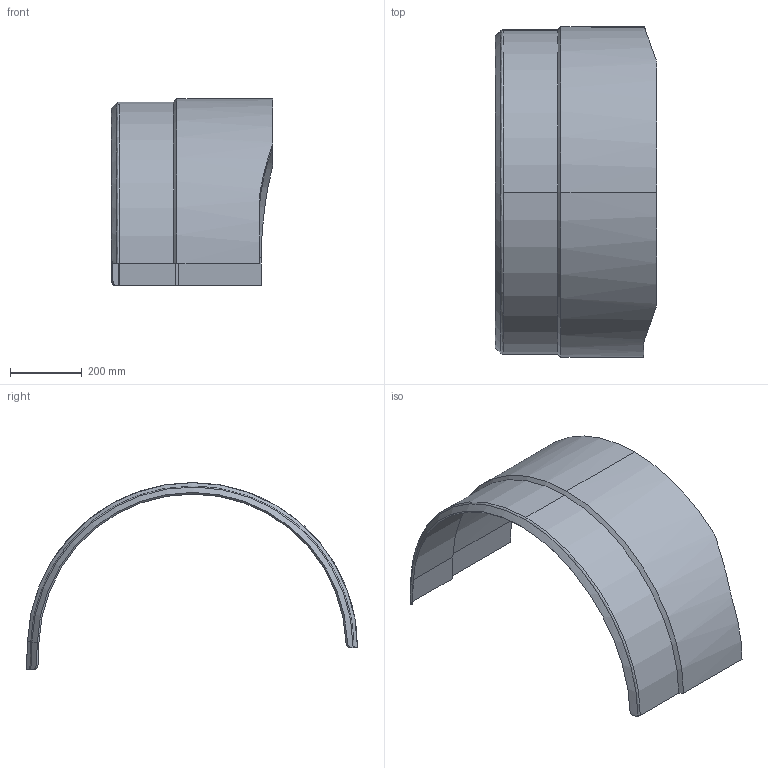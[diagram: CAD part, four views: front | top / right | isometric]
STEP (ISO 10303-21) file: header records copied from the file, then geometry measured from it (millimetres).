
FILE_DESCRIPTION (( 'STEP AP203' ), '1' );
FILE_NAME ('RRFender_Primary.STEP', '2023-07-27T05:57:08', ( '' ), ( '' ), 'SwSTEP 2.0', 'SolidWorks 2021', '' );
FILE_SCHEMA (( 'CONFIG_CONTROL_DESIGN' ));
Length unit declared in the file: centimetre
Products named in the file (3): Part 2-10; RRFender_Primary; Rear Chassis _1_
Assembly tree (2 placements, depth 3):
  RRFender_Primary
    Rear Chassis _1_
      Part 2-10
Bounding box: 451.06 x 924.18 x 521.66 mm (x, y, z)
Volume: 4229719.5 mm3; surface area: 1349557.3 mm2
Topology: 1 solids, 1 shells, 43 faces, 103 edges, 62 vertices
Faces by surface type: bspline 15, plane 13, cylinder 11, cone 4
Entity records: 2911 total; most frequent: CARTESIAN_POINT 1731, ORIENTED_EDGE 206, DIRECTION 154, EDGE_CURVE 103, VERTEX_POINT 62, AXIS2_PLACEMENT_3D 58, FACE_OUTER_BOUND 43, EDGE_LOOP 43
